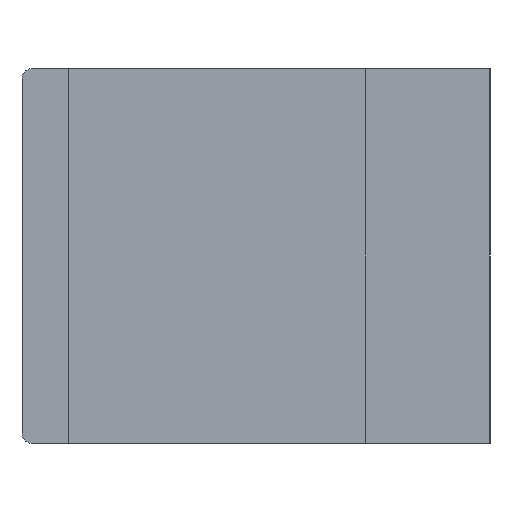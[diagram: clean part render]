
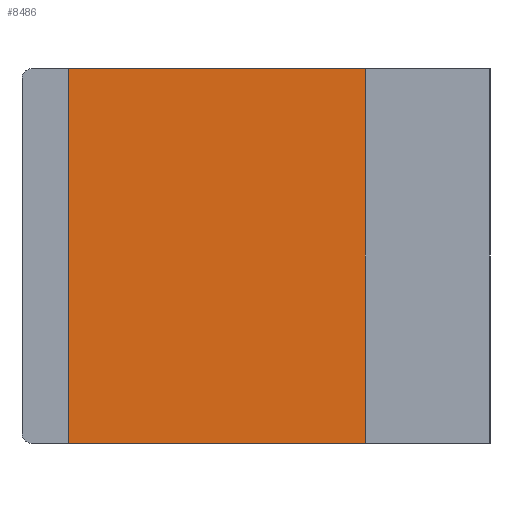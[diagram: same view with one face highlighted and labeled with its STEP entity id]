
A CAD part, left-side view. The second image highlights one B-rep face of the part: STEP entity #8486.
In plain terms, the highlighted planar face has unit normal (-1, 0, 0).
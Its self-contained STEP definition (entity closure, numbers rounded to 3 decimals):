
#29 = CARTESIAN_POINT ( 'NONE',  ( -0.8, 0.267, 0.4 ) ) ;
#245 = CARTESIAN_POINT ( 'NONE',  ( -0.8, 0.267, -0.4 ) ) ;
#392 = DIRECTION ( 'NONE',  ( 0., -1., 0. ) ) ;
#607 = CARTESIAN_POINT ( 'NONE',  ( -0.8, 0.9, 0.4 ) ) ;
#700 = LINE ( 'NONE', #5277, #5366 ) ;
#837 = DIRECTION ( 'NONE',  ( 1., 0., 0. ) ) ;
#1724 = AXIS2_PLACEMENT_3D ( 'NONE', #5623, #837, #6456 ) ;
#1852 = EDGE_CURVE ( 'NONE', #5660, #9549, #6135, .T. ) ;
#2217 = ORIENTED_EDGE ( 'NONE', *, *, #4043, .T. ) ;
#2326 = EDGE_CURVE ( 'NONE', #5660, #2526, #700, .T. ) ;
#2526 = VERTEX_POINT ( 'NONE', #29 ) ;
#3204 = VERTEX_POINT ( 'NONE', #245 ) ;
#3646 = FACE_OUTER_BOUND ( 'NONE', #4109, .T. ) ;
#4043 = EDGE_CURVE ( 'NONE', #9549, #3204, #5396, .T. ) ;
#4109 = EDGE_LOOP ( 'NONE', ( #7441, #5334, #2217, #7150 ) ) ;
#4661 = CARTESIAN_POINT ( 'NONE',  ( -0.8, 2.854, -0.4 ) ) ;
#4815 = EDGE_CURVE ( 'NONE', #3204, #2526, #9359, .T. ) ;
#5277 = CARTESIAN_POINT ( 'NONE',  ( -0.8, 2.854, 0.4 ) ) ;
#5295 = DIRECTION ( 'NONE',  ( 0., 0., 1. ) ) ;
#5334 = ORIENTED_EDGE ( 'NONE', *, *, #1852, .T. ) ;
#5366 = VECTOR ( 'NONE', #392, 1000. ) ;
#5396 = LINE ( 'NONE', #4661, #7016 ) ;
#5623 = CARTESIAN_POINT ( 'NONE',  ( -0.8, 2.854, -0.4 ) ) ;
#5660 = VERTEX_POINT ( 'NONE', #5968 ) ;
#5695 = CARTESIAN_POINT ( 'NONE',  ( -0.8, 0.9, -0.4 ) ) ;
#5875 = VECTOR ( 'NONE', #10200, 1000. ) ;
#5968 = CARTESIAN_POINT ( 'NONE',  ( -0.8, 0.9, 0.4 ) ) ;
#6135 = LINE ( 'NONE', #607, #5875 ) ;
#6456 = DIRECTION ( 'NONE',  ( 0., 0., -1. ) ) ;
#7016 = VECTOR ( 'NONE', #8664, 1000. ) ;
#7150 = ORIENTED_EDGE ( 'NONE', *, *, #4815, .T. ) ;
#7246 = VECTOR ( 'NONE', #5295, 1000. ) ;
#7441 = ORIENTED_EDGE ( 'NONE', *, *, #2326, .F. ) ;
#7577 = CARTESIAN_POINT ( 'NONE',  ( -0.8, 0.267, -0.4 ) ) ;
#8036 = PLANE ( 'NONE',  #1724 ) ;
#8486 = ADVANCED_FACE ( 'NONE', ( #3646 ), #8036, .F. ) ;
#8664 = DIRECTION ( 'NONE',  ( 0., -1., 0. ) ) ;
#9359 = LINE ( 'NONE', #7577, #7246 ) ;
#9549 = VERTEX_POINT ( 'NONE', #5695 ) ;
#10200 = DIRECTION ( 'NONE',  ( 0., 0., -1. ) ) ;
